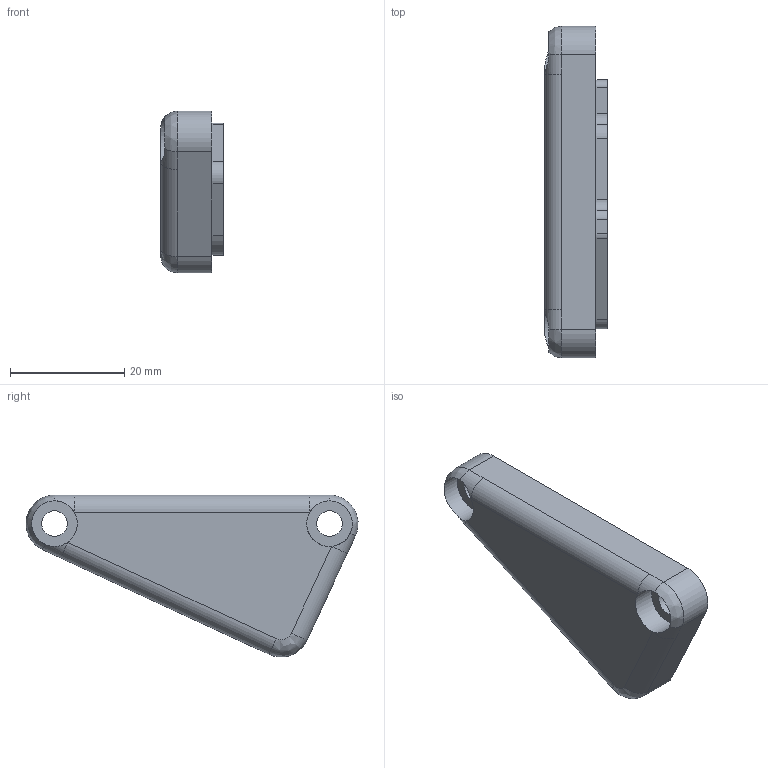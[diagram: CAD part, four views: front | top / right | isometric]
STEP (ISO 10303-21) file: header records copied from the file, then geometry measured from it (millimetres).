
FILE_DESCRIPTION(/* description */ (''),/* implementation_level */ '2;1');
FILE_NAME(/* name */ 'remote_cover_rev11.step',/* time_stamp */ '2025-10-05T18:09:45-07:00',/* author */ (''),/* organization */ (''),/* preprocessor_version */ 'ST-DEVELOPER v20.1',/* originating_system */ 'Autodesk Translation Framework v14.17.0.0',/* authorisation */ '');
FILE_SCHEMA (('AUTOMOTIVE_DESIGN { 1 0 10303 214 3 1 1 }'));
Length unit declared in the file: millimetre
Products named in the file (1): remote_cover_rev11
Bounding box: 11 x 58.16 x 28.34 mm (x, y, z)
Volume: 5945.2 mm3; surface area: 4690.5 mm2
Topology: 1 solids, 1 shells, 76 faces, 206 edges, 134 vertices
Faces by surface type: cylinder 42, plane 31, bspline 3
Full cylindrical faces by diameter (mm): 4.5 x2, 8 x2
Entity records: 2517 total; most frequent: CARTESIAN_POINT 489, DIRECTION 437, ORIENTED_EDGE 412, EDGE_CURVE 206, AXIS2_PLACEMENT_3D 161, VERTEX_POINT 134, LINE 115, VECTOR 115
